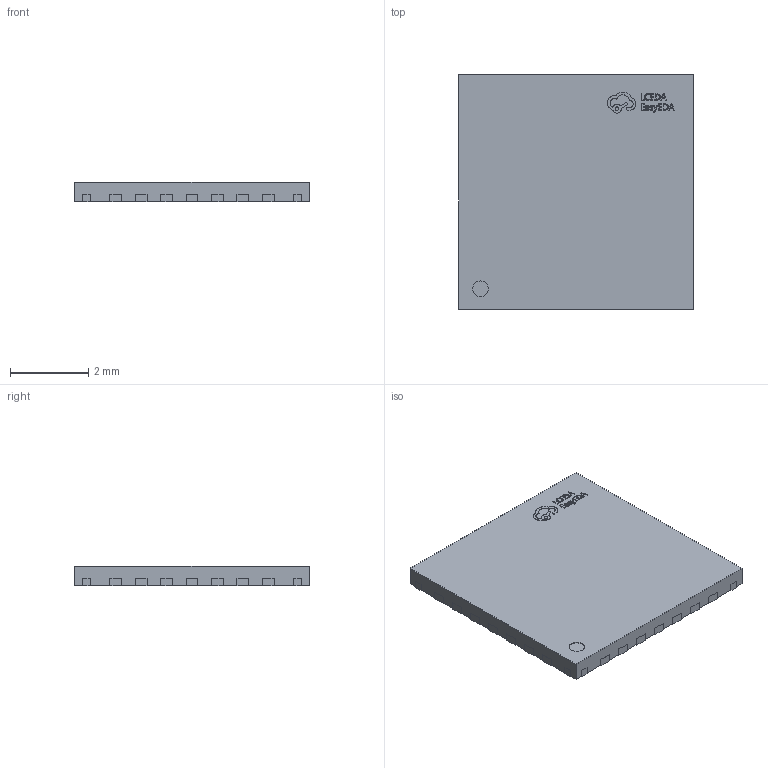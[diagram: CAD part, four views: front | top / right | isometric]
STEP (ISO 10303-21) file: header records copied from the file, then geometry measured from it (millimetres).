
FILE_DESCRIPTION (( 'STEP AP214' ), '1' );
FILE_NAME ('UQFN-28_L6.0-W6.0-P0.65-BL-EP4.0.STEP', '2023-07-09T12:36:55', ( '' ), ( '' ), 'SwSTEP 2.0', 'SolidWorks 2020', '' );
FILE_SCHEMA (( 'AUTOMOTIVE_DESIGN' ));
Length unit declared in the file: millimetre
Products named in the file (1): UQFN-28_L6.0-W6.0-P0.65-BL-EP4.0
Bounding box: 6 x 6 x 0.51 mm (x, y, z)
Volume: 17.7 mm3; surface area: 84.9 mm2
Topology: 1 solids, 1 shells, 455 faces, 1296 edges, 864 vertices
Faces by surface type: plane 327, bspline 98, cylinder 30
Entity records: 20201 total; most frequent: CARTESIAN_POINT 3922, ORIENTED_EDGE 2592, DIRECTION 1872, EDGE_CURVE 1296, VECTOR 1036, LINE 1036, VERTEX_POINT 864, EDGE_LOOP 476
